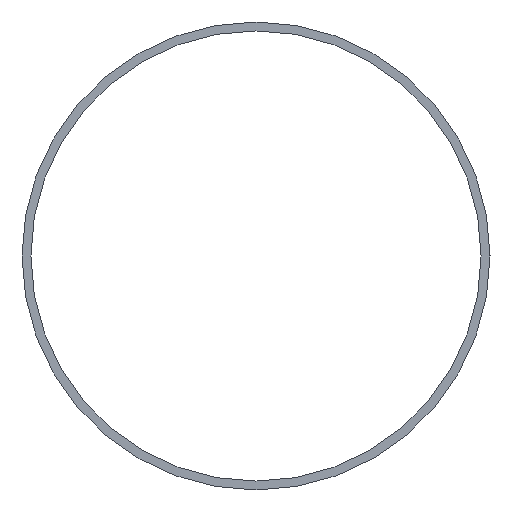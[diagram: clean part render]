
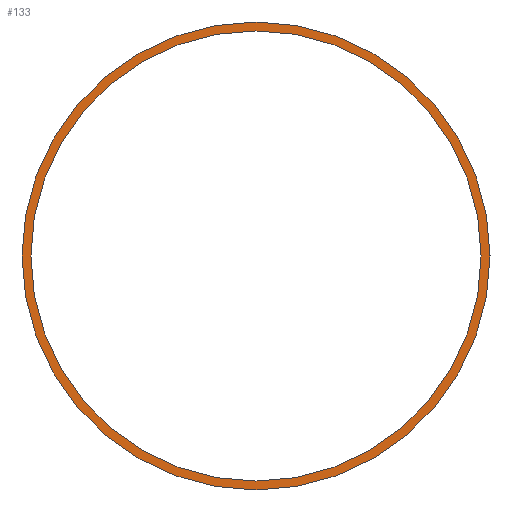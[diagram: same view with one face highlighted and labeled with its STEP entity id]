
A CAD part, left-side view. The second image highlights one B-rep face of the part: STEP entity #133.
In plain terms, the highlighted planar face has unit normal (-1, 0, 0).
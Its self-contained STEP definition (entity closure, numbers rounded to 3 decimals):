
#12 = CIRCLE ( 'NONE', #111, 30.3 ) ;
#29 = ORIENTED_EDGE ( 'NONE', *, *, #102, .T. ) ;
#38 = AXIS2_PLACEMENT_3D ( 'NONE', #74, #144, #68 ) ;
#50 = VERTEX_POINT ( 'NONE', #72 ) ;
#56 = EDGE_CURVE ( 'NONE', #58, #58, #66, .T. ) ;
#58 = VERTEX_POINT ( 'NONE', #81 ) ;
#60 = AXIS2_PLACEMENT_3D ( 'NONE', #117, #126, #82 ) ;
#66 = CIRCLE ( 'NONE', #38, 31.5 ) ;
#68 = DIRECTION ( 'NONE',  ( 0., 0., -1. ) ) ;
#72 = CARTESIAN_POINT ( 'NONE',  ( 0., 0., -30.3 ) ) ;
#74 = CARTESIAN_POINT ( 'NONE',  ( 0., 0., 0. ) ) ;
#81 = CARTESIAN_POINT ( 'NONE',  ( 0., 0., -31.5 ) ) ;
#82 = DIRECTION ( 'NONE',  ( 0., 0., -1. ) ) ;
#92 = FACE_OUTER_BOUND ( 'NONE', #155, .T. ) ;
#96 = PLANE ( 'NONE',  #60 ) ;
#102 = EDGE_CURVE ( 'NONE', #50, #50, #12, .T. ) ;
#106 = DIRECTION ( 'NONE',  ( 0., 0., -1. ) ) ;
#107 = DIRECTION ( 'NONE',  ( 1., 0., 0. ) ) ;
#111 = AXIS2_PLACEMENT_3D ( 'NONE', #115, #107, #106 ) ;
#115 = CARTESIAN_POINT ( 'NONE',  ( 0., 0., 0. ) ) ;
#117 = CARTESIAN_POINT ( 'NONE',  ( 0., 0., 0. ) ) ;
#123 = FACE_BOUND ( 'NONE', #134, .T. ) ;
#126 = DIRECTION ( 'NONE',  ( 1., 0., 0. ) ) ;
#133 = ADVANCED_FACE ( 'NONE', ( #92, #123 ), #96, .F. ) ;
#134 = EDGE_LOOP ( 'NONE', ( #29 ) ) ;
#144 = DIRECTION ( 'NONE',  ( 1., 0., 0. ) ) ;
#155 = EDGE_LOOP ( 'NONE', ( #158 ) ) ;
#158 = ORIENTED_EDGE ( 'NONE', *, *, #56, .F. ) ;
